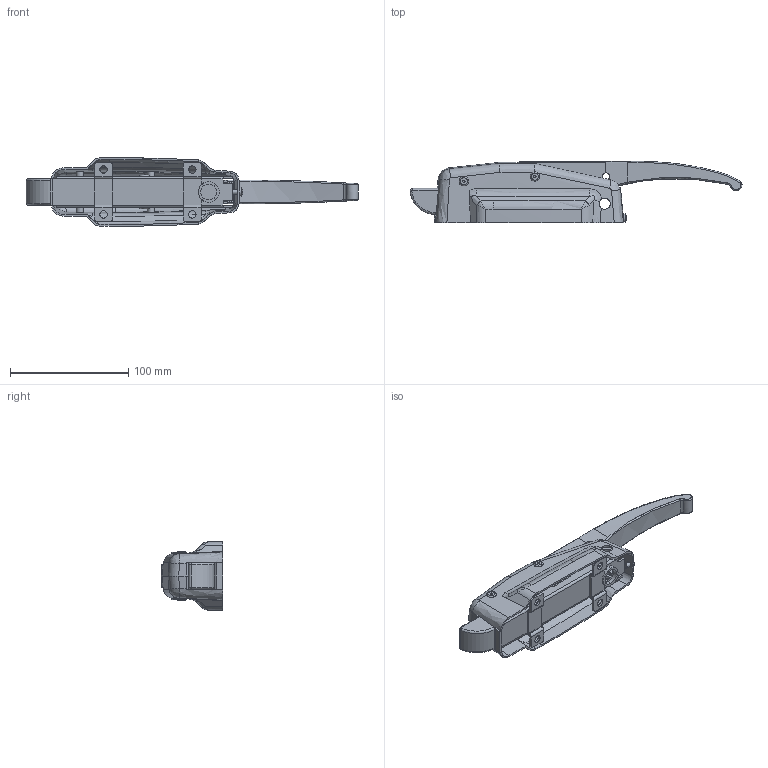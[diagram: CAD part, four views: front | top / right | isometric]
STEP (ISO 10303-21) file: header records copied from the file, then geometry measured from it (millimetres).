
FILE_DESCRIPTION (( 'STEP AP203' ), '1' );
FILE_NAME ('FA-1605.STEP', '2018-04-23T02:49:28', ( '' ), ( '' ), 'SwSTEP 2.0', 'SolidWorks 2014', '' );
FILE_SCHEMA (( 'CONFIG_CONTROL_DESIGN' ));
Length unit declared in the file: millimetre
Products named in the file (9): FA-1605_本体_; FA-1605_ケース止め軸_; 廫帤寠晅側傋偹偠M4_M4亊6; FA-1605_ハンドル_; FA-1605_主軸_; FA-1605_ラッチケース_; FA-1605; FA-1605_ラッチ_; FA-1605_ローラー軸_
Assembly tree (8 placements, depth 2):
  FA-1605
    FA-1605_ラッチケース_
    FA-1605_本体_
    FA-1605_ハンドル_
    FA-1605_ラッチ_
    FA-1605_ケース止め軸_
    FA-1605_主軸_
    FA-1605_ローラー軸_
    廫帤寠晅側傋偹偠M4_M4亊6
Bounding box: 280.5 x 52 x 58.08 mm (x, y, z)
Volume: 92469.3 mm3; surface area: 103859.7 mm2
Topology: 8 solids, 9 shells, 502 faces, 1337 edges, 842 vertices
Faces by surface type: plane 195, cylinder 172, bspline 87, torus 32, cone 12, sphere 4
Entity records: 25183 total; most frequent: CARTESIAN_POINT 12357, ORIENTED_EDGE 2658, DIRECTION 2265, EDGE_CURVE 1329, VERTEX_POINT 842, AXIS2_PLACEMENT_3D 833, VECTOR 599, LINE 599
